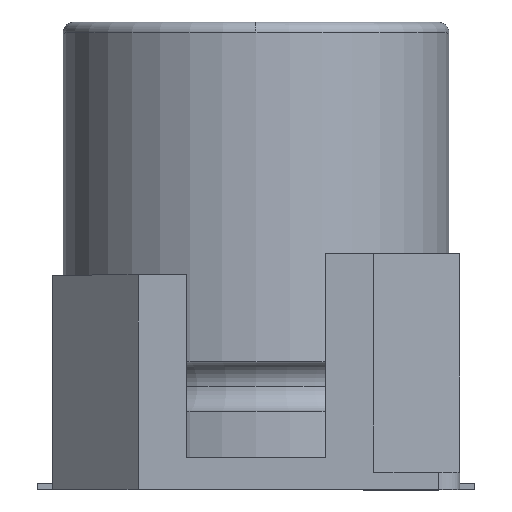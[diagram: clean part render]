
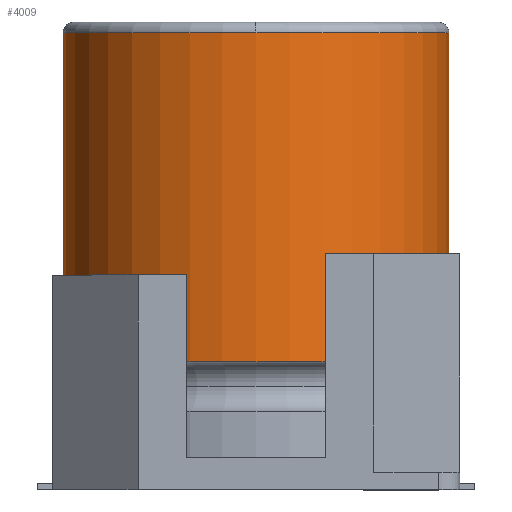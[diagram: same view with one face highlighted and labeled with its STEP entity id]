
A CAD part, top view. The second image highlights one B-rep face of the part: STEP entity #4009.
In plain terms, the highlighted cylindrical face has radius 9 mm (diameter 18 mm), a partial arc.
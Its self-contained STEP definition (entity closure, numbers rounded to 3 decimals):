
#260 = AXIS2_PLACEMENT_3D ( 'NONE', #3650, #1322, #1380 ) ;
#354 = CYLINDRICAL_SURFACE ( 'NONE', #3840, 9. ) ;
#388 = CIRCLE ( 'NONE', #4012, 9. ) ;
#621 = DIRECTION ( 'NONE',  ( 0., -1., 0. ) ) ;
#675 = CARTESIAN_POINT ( 'NONE',  ( 0., 21.3, 0. ) ) ;
#821 = VERTEX_POINT ( 'NONE', #3644 ) ;
#836 = ORIENTED_EDGE ( 'NONE', *, *, #3392, .F. ) ;
#963 = CARTESIAN_POINT ( 'NONE',  ( -9., 5.95, 0. ) ) ;
#1013 = DIRECTION ( 'NONE',  ( -1., 0., 0. ) ) ;
#1024 = AXIS2_PLACEMENT_3D ( 'NONE', #3652, #1432, #1013 ) ;
#1322 = DIRECTION ( 'NONE',  ( 0., -1., 0. ) ) ;
#1345 = DIRECTION ( 'NONE',  ( 0., -1., 0. ) ) ;
#1380 = DIRECTION ( 'NONE',  ( -1., 0., 0. ) ) ;
#1432 = DIRECTION ( 'NONE',  ( 0., 1., 0. ) ) ;
#1456 = ORIENTED_EDGE ( 'NONE', *, *, #4760, .T. ) ;
#1492 = VERTEX_POINT ( 'NONE', #3929 ) ;
#1633 = FACE_OUTER_BOUND ( 'NONE', #2445, .T. ) ;
#1783 = LINE ( 'NONE', #3101, #2405 ) ;
#1948 = EDGE_CURVE ( 'NONE', #821, #2788, #1783, .T. ) ;
#2024 = DIRECTION ( 'NONE',  ( 0., -1., 0. ) ) ;
#2182 = CARTESIAN_POINT ( 'NONE',  ( 0., 21.3, 9. ) ) ;
#2405 = VECTOR ( 'NONE', #4586, 1000. ) ;
#2445 = EDGE_LOOP ( 'NONE', ( #836, #2963, #4864, #2568, #1456 ) ) ;
#2452 = CARTESIAN_POINT ( 'NONE',  ( 0., 21.8, 0. ) ) ;
#2568 = ORIENTED_EDGE ( 'NONE', *, *, #1948, .T. ) ;
#2681 = VERTEX_POINT ( 'NONE', #3198 ) ;
#2770 = CIRCLE ( 'NONE', #1024, 9. ) ;
#2788 = VERTEX_POINT ( 'NONE', #963 ) ;
#2845 = CIRCLE ( 'NONE', #260, 9. ) ;
#2870 = DIRECTION ( 'NONE',  ( -1., 0., 0. ) ) ;
#2963 = ORIENTED_EDGE ( 'NONE', *, *, #3834, .T. ) ;
#3101 = CARTESIAN_POINT ( 'NONE',  ( -9., 21.8, 0. ) ) ;
#3198 = CARTESIAN_POINT ( 'NONE',  ( 9., 21.3, 0. ) ) ;
#3220 = DIRECTION ( 'NONE',  ( -1., 0., 0. ) ) ;
#3392 = EDGE_CURVE ( 'NONE', #2681, #1492, #4455, .T. ) ;
#3442 = VECTOR ( 'NONE', #1345, 1000. ) ;
#3469 = VERTEX_POINT ( 'NONE', #2182 ) ;
#3644 = CARTESIAN_POINT ( 'NONE',  ( -9., 21.3, 0. ) ) ;
#3650 = CARTESIAN_POINT ( 'NONE',  ( 0., 21.3, 0. ) ) ;
#3652 = CARTESIAN_POINT ( 'NONE',  ( 0., 5.95, 0. ) ) ;
#3834 = EDGE_CURVE ( 'NONE', #2681, #3469, #2845, .T. ) ;
#3840 = AXIS2_PLACEMENT_3D ( 'NONE', #2452, #2024, #3220 ) ;
#3929 = CARTESIAN_POINT ( 'NONE',  ( 9., 5.95, 0. ) ) ;
#4009 = ADVANCED_FACE ( 'NONE', ( #1633 ), #354, .T. ) ;
#4012 = AXIS2_PLACEMENT_3D ( 'NONE', #675, #621, #2870 ) ;
#4334 = CARTESIAN_POINT ( 'NONE',  ( 9., 21.8, 0. ) ) ;
#4455 = LINE ( 'NONE', #4334, #3442 ) ;
#4586 = DIRECTION ( 'NONE',  ( 0., -1., 0. ) ) ;
#4760 = EDGE_CURVE ( 'NONE', #2788, #1492, #2770, .T. ) ;
#4807 = EDGE_CURVE ( 'NONE', #3469, #821, #388, .T. ) ;
#4864 = ORIENTED_EDGE ( 'NONE', *, *, #4807, .T. ) ;
